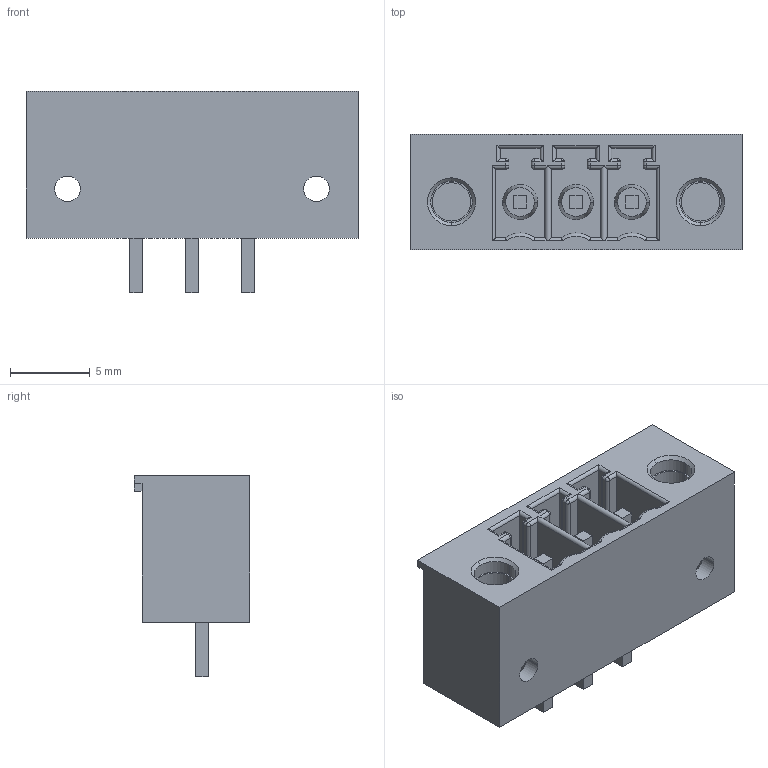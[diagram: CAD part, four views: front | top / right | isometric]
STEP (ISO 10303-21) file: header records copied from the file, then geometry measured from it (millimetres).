
FILE_DESCRIPTION((''),'2;1');
FILE_NAME('TYCO_284516-3.stp','2013-09-11T10:29:23',(''),(''),'Mechanical Desktop 2011','Mechanical Desktop 2011',', , ');
FILE_SCHEMA(('AUTOMOTIVE_DESIGN { 1 2 10303 214 1 1 1 1 }'));
Length unit declared in the file: millimetre
Products named in the file (1): Product
Bounding box: 20.8 x 7.25 x 12.6 mm (x, y, z)
Volume: 790.9 mm3; surface area: 1667.6 mm2
Topology: 9 solids, 9 shells, 225 faces, 536 edges, 329 vertices
Faces by surface type: plane 133, cylinder 64, sphere 15, cone 10, torus 3
Entity records: 6565 total; most frequent: CARTESIAN_POINT 1235, DIRECTION 1115, ORIENTED_EDGE 1060, EDGE_CURVE 530, VECTOR 385, LINE 385, AXIS2_PLACEMENT_3D 365, VERTEX_POINT 329
